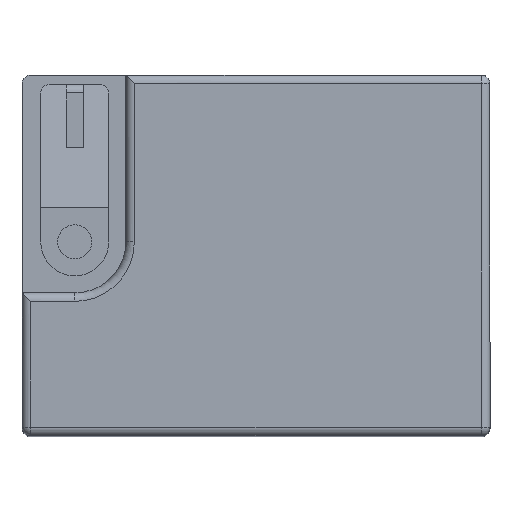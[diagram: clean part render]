
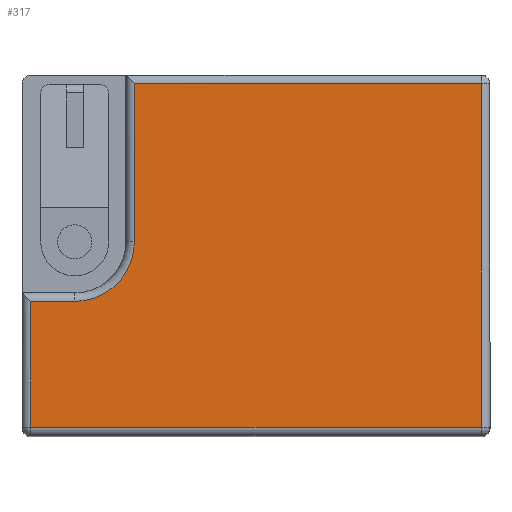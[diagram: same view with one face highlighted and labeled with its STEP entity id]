
A CAD part, top view. The second image highlights one B-rep face of the part: STEP entity #317.
In plain terms, the highlighted planar face has unit normal (0, 0, 1).
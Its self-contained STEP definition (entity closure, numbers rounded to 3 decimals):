
#80 = VERTEX_POINT ( 'NONE', #1724 ) ;
#81 = ORIENTED_EDGE ( 'NONE', *, *, #107, .T. ) ;
#93 = EDGE_CURVE ( 'NONE', #100, #335, #1745, .T. ) ;
#97 = EDGE_CURVE ( 'NONE', #104, #100, #1739, .T. ) ;
#99 = ORIENTED_EDGE ( 'NONE', *, *, #97, .T. ) ;
#100 = VERTEX_POINT ( 'NONE', #1793 ) ;
#102 = EDGE_CURVE ( 'NONE', #106, #104, #1788, .T. ) ;
#103 = ORIENTED_EDGE ( 'NONE', *, *, #93, .T. ) ;
#104 = VERTEX_POINT ( 'NONE', #1784 ) ;
#105 = ORIENTED_EDGE ( 'NONE', *, *, #102, .T. ) ;
#106 = VERTEX_POINT ( 'NONE', #1783 ) ;
#107 = EDGE_CURVE ( 'NONE', #80, #106, #1782, .T. ) ;
#257 = EDGE_CURVE ( 'NONE', #262, #80, #1994, .T. ) ;
#258 = EDGE_CURVE ( 'NONE', #335, #334, #1990, .T. ) ;
#259 = ORIENTED_EDGE ( 'NONE', *, *, #258, .T. ) ;
#260 = ORIENTED_EDGE ( 'NONE', *, *, #261, .T. ) ;
#261 = EDGE_CURVE ( 'NONE', #334, #262, #1986, .T. ) ;
#262 = VERTEX_POINT ( 'NONE', #1982 ) ;
#317 = ADVANCED_FACE ( 'NONE', ( #2071 ), #2113, .T. ) ;
#329 = EDGE_LOOP ( 'NONE', ( #259, #260, #336, #81, #105, #99, #103 ) ) ;
#334 = VERTEX_POINT ( 'NONE', #2130 ) ;
#335 = VERTEX_POINT ( 'NONE', #2129 ) ;
#336 = ORIENTED_EDGE ( 'NONE', *, *, #257, .T. ) ;
#1724 = CARTESIAN_POINT ( 'NONE',  ( -7.15, 0.8, 35.6 ) ) ;
#1739 = LINE ( 'NONE', #1796, #1795 ) ;
#1742 = DIRECTION ( 'NONE',  ( 1., 0., 0. ) ) ;
#1743 = VECTOR ( 'NONE', #1742, 1000. ) ;
#1744 = CARTESIAN_POINT ( 'NONE',  ( 13.75, -10.1, 35.6 ) ) ;
#1745 = LINE ( 'NONE', #1744, #1743 ) ;
#1778 = DIRECTION ( 'NONE',  ( 1., 0., 0. ) ) ;
#1779 = DIRECTION ( 'NONE',  ( 0., 0., -1. ) ) ;
#1780 = CARTESIAN_POINT ( 'NONE',  ( -10.65, 0.8, 35.6 ) ) ;
#1781 = AXIS2_PLACEMENT_3D ( 'NONE', #1780, #1779, #1778 ) ;
#1782 = CIRCLE ( 'NONE', #1781, 3.5 ) ;
#1783 = CARTESIAN_POINT ( 'NONE',  ( -10.65, -2.7, 35.6 ) ) ;
#1784 = CARTESIAN_POINT ( 'NONE',  ( -13.25, -2.7, 35.6 ) ) ;
#1785 = DIRECTION ( 'NONE',  ( -1., 0., 0. ) ) ;
#1786 = VECTOR ( 'NONE', #1785, 1000. ) ;
#1787 = CARTESIAN_POINT ( 'NONE',  ( -13.75, -2.7, 35.6 ) ) ;
#1788 = LINE ( 'NONE', #1787, #1786 ) ;
#1793 = CARTESIAN_POINT ( 'NONE',  ( -13.25, -10.1, 35.6 ) ) ;
#1794 = DIRECTION ( 'NONE',  ( 0., -1., 0. ) ) ;
#1795 = VECTOR ( 'NONE', #1794, 1000. ) ;
#1796 = CARTESIAN_POINT ( 'NONE',  ( -13.25, -10.6, 35.6 ) ) ;
#1982 = CARTESIAN_POINT ( 'NONE',  ( -7.15, 10.1, 35.6 ) ) ;
#1983 = DIRECTION ( 'NONE',  ( -1., 0., 0. ) ) ;
#1984 = VECTOR ( 'NONE', #1983, 1000. ) ;
#1985 = CARTESIAN_POINT ( 'NONE',  ( -7.65, 10.1, 35.6 ) ) ;
#1986 = LINE ( 'NONE', #1985, #1984 ) ;
#1987 = DIRECTION ( 'NONE',  ( 0., 1., 0. ) ) ;
#1988 = VECTOR ( 'NONE', #1987, 1000. ) ;
#1989 = CARTESIAN_POINT ( 'NONE',  ( 13.25, 10.6, 35.6 ) ) ;
#1990 = LINE ( 'NONE', #1989, #1988 ) ;
#1991 = DIRECTION ( 'NONE',  ( 0., -1., 0. ) ) ;
#1992 = VECTOR ( 'NONE', #1991, 1000. ) ;
#1993 = CARTESIAN_POINT ( 'NONE',  ( -7.15, 0.8, 35.6 ) ) ;
#1994 = LINE ( 'NONE', #1993, #1992 ) ;
#2071 = FACE_OUTER_BOUND ( 'NONE', #329, .T. ) ;
#2109 = DIRECTION ( 'NONE',  ( 1., 0., 0. ) ) ;
#2110 = DIRECTION ( 'NONE',  ( 0., 0., 1. ) ) ;
#2111 = CARTESIAN_POINT ( 'NONE',  ( -13.75, -10.6, 35.6 ) ) ;
#2112 = AXIS2_PLACEMENT_3D ( 'NONE', #2111, #2110, #2109 ) ;
#2113 = PLANE ( 'NONE',  #2112 ) ;
#2129 = CARTESIAN_POINT ( 'NONE',  ( 13.25, -10.1, 35.6 ) ) ;
#2130 = CARTESIAN_POINT ( 'NONE',  ( 13.25, 10.1, 35.6 ) ) ;
